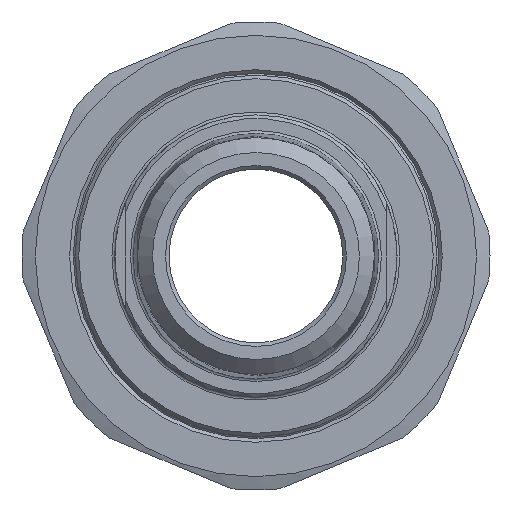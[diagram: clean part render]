
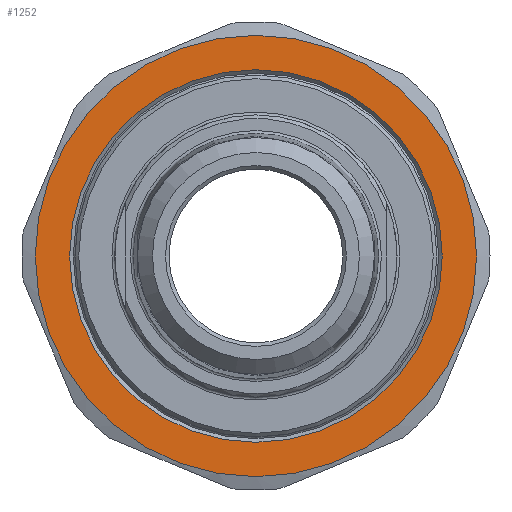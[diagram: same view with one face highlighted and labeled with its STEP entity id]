
A CAD part, left-side view. The second image highlights one B-rep face of the part: STEP entity #1252.
In plain terms, the highlighted planar face has unit normal (-1, 0, 0).
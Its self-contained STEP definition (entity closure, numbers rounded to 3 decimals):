
#38=FACE_BOUND('',#235,.T.);
#110=PLANE('',#1433);
#155=FACE_OUTER_BOUND('',#234,.T.);
#234=EDGE_LOOP('',(#953));
#235=EDGE_LOOP('',(#954));
#442=CIRCLE('',#1412,30.5);
#453=CIRCLE('',#1432,25.75);
#561=VERTEX_POINT('',#2141);
#570=VERTEX_POINT('',#2173);
#703=EDGE_CURVE('',#561,#561,#442,.T.);
#716=EDGE_CURVE('',#570,#570,#453,.T.);
#953=ORIENTED_EDGE('',*,*,#703,.T.);
#954=ORIENTED_EDGE('',*,*,#716,.F.);
#1252=ADVANCED_FACE('',(#155,#38),#110,.F.);
#1412=AXIS2_PLACEMENT_3D('',#2143,#1652,#1653);
#1432=AXIS2_PLACEMENT_3D('',#2174,#1694,#1695);
#1433=AXIS2_PLACEMENT_3D('',#2176,#1697,#1698);
#1652=DIRECTION('center_axis',(-1.,0.,0.));
#1653=DIRECTION('ref_axis',(0.,1.,0.));
#1694=DIRECTION('center_axis',(-1.,0.,0.));
#1695=DIRECTION('ref_axis',(0.,-1.,0.));
#1697=DIRECTION('center_axis',(1.,0.,0.));
#1698=DIRECTION('ref_axis',(0.,0.,-1.));
#2141=CARTESIAN_POINT('',(-20.,-30.5,0.));
#2143=CARTESIAN_POINT('Origin',(-20.,0.,0.));
#2173=CARTESIAN_POINT('',(-20.,25.75,0.));
#2174=CARTESIAN_POINT('Origin',(-20.,0.,0.));
#2176=CARTESIAN_POINT('Origin',(-20.,0.,0.));
